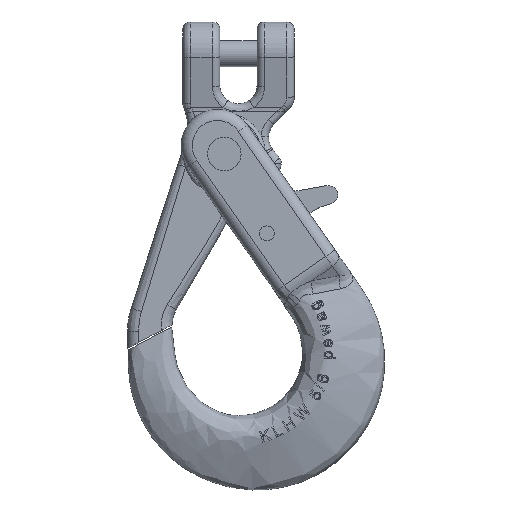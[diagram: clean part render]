
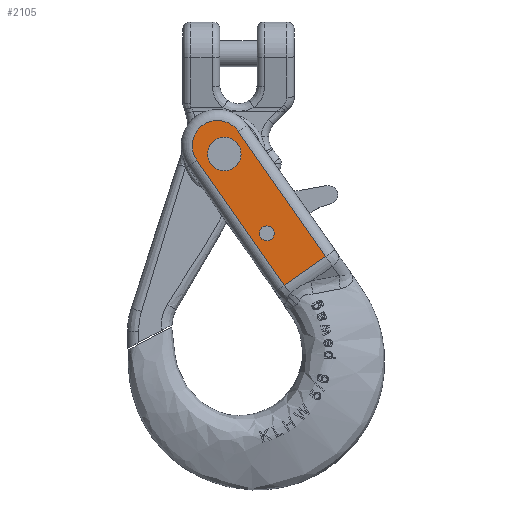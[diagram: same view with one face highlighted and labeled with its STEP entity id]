
A CAD part, top view. The second image highlights one B-rep face of the part: STEP entity #2105.
In plain terms, the highlighted planar face has unit normal (0, 0, 1).
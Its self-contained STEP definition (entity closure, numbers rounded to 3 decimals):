
#276=LINE('',#10651,#581);
#277=LINE('',#10654,#582);
#278=LINE('',#10658,#583);
#581=VECTOR('',#7182,1.);
#582=VECTOR('',#7183,1.);
#583=VECTOR('',#7186,1.);
#1594=PLANE('',#6738);
#1727=FACE_OUTER_BOUND('',#2623,.T.);
#2105=ADVANCED_FACE('',(#2557,#2558,#1727),#1594,.F.);
#2557=FACE_BOUND('',#2621,.T.);
#2558=FACE_BOUND('',#2622,.T.);
#2621=EDGE_LOOP('',(#3238));
#2622=EDGE_LOOP('',(#3239));
#2623=EDGE_LOOP('',(#3240,#3241,#3242,#3243));
#3238=ORIENTED_EDGE('',*,*,#5772,.T.);
#3239=ORIENTED_EDGE('',*,*,#5770,.T.);
#3240=ORIENTED_EDGE('',*,*,#5792,.T.);
#3241=ORIENTED_EDGE('',*,*,#5793,.T.);
#3242=ORIENTED_EDGE('',*,*,#5794,.T.);
#3243=ORIENTED_EDGE('',*,*,#5795,.T.);
#5144=VERTEX_POINT('',#10580);
#5146=VERTEX_POINT('',#10585);
#5164=VERTEX_POINT('',#10652);
#5165=VERTEX_POINT('',#10653);
#5166=VERTEX_POINT('',#10655);
#5167=VERTEX_POINT('',#10657);
#5770=EDGE_CURVE('',#5144,#5144,#6560,.T.);
#5772=EDGE_CURVE('',#5146,#5146,#6562,.T.);
#5792=EDGE_CURVE('',#5164,#5165,#276,.T.);
#5793=EDGE_CURVE('',#5165,#5166,#277,.T.);
#5794=EDGE_CURVE('',#5166,#5167,#6566,.T.);
#5795=EDGE_CURVE('',#5167,#5164,#278,.T.);
#6560=CIRCLE('',#6727,4.5);
#6562=CIRCLE('',#6730,2.);
#6566=CIRCLE('',#6737,6.763);
#6727=AXIS2_PLACEMENT_3D('',#10579,#7152,#7153);
#6730=AXIS2_PLACEMENT_3D('',#10584,#7158,#7159);
#6737=AXIS2_PLACEMENT_3D('',#10656,#7184,#7185);
#6738=AXIS2_PLACEMENT_3D('',#10659,#7187,#7188);
#7152=DIRECTION('',(0.,0.,-1.));
#7153=DIRECTION('',(-1.,0.,0.));
#7158=DIRECTION('',(0.,0.,-1.));
#7159=DIRECTION('',(-1.,0.,0.));
#7182=DIRECTION('',(0.819,0.574,0.));
#7183=DIRECTION('',(-0.574,0.819,0.));
#7184=DIRECTION('',(0.,0.,1.));
#7185=DIRECTION('',(-1.,0.,0.));
#7186=DIRECTION('',(0.574,-0.819,0.));
#7187=DIRECTION('',(0.,0.,-1.));
#7188=DIRECTION('',(-1.,0.,0.));
#10579=CARTESIAN_POINT('',(-3.845,53.,10.));
#10580=CARTESIAN_POINT('',(-8.345,53.,10.));
#10584=CARTESIAN_POINT('',(7.545,31.677,10.));
#10585=CARTESIAN_POINT('',(5.545,31.677,10.));
#10651=CARTESIAN_POINT('',(-4.295,6.135,10.));
#10652=CARTESIAN_POINT('',(12.292,17.749,10.));
#10653=CARTESIAN_POINT('',(23.372,25.508,10.));
#10654=CARTESIAN_POINT('',(27.668,19.373,10.));
#10655=CARTESIAN_POINT('',(-0.161,59.116,10.));
#10656=CARTESIAN_POINT('',(-5.701,55.237,10.));
#10657=CARTESIAN_POINT('',(-11.241,51.358,10.));
#10658=CARTESIAN_POINT('',(16.588,11.615,10.));
#10659=CARTESIAN_POINT('',(0.,0.,10.));
